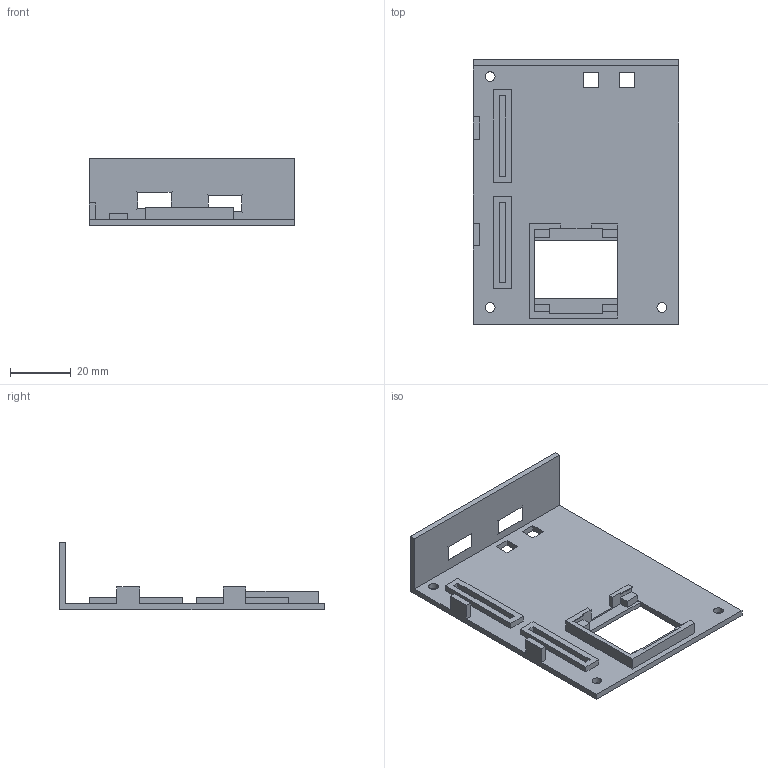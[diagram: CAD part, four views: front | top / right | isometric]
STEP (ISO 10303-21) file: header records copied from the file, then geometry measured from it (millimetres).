
FILE_DESCRIPTION (( 'STEP AP214' ), '1' );
FILE_NAME ('interrupter_box_top.STEP', '2024-12-09T05:02:31', ( '' ), ( '' ), 'SwSTEP 2.0', 'SolidWorks 2024', '' );
FILE_SCHEMA (( 'AUTOMOTIVE_DESIGN' ));
Length unit declared in the file: millimetre
Products named in the file (1): interrupter_box_top
Bounding box: 67.5 x 87 x 22.2 mm (x, y, z)
Volume: 14064.5 mm3; surface area: 15547.8 mm2
Topology: 1 solids, 1 shells, 96 faces, 268 edges, 178 vertices
Faces by surface type: plane 88, cylinder 8
Entity records: 3087 total; most frequent: CARTESIAN_POINT 543, ORIENTED_EDGE 536, DIRECTION 478, EDGE_CURVE 268, LINE 252, VECTOR 252, VERTEX_POINT 178, EDGE_LOOP 116
